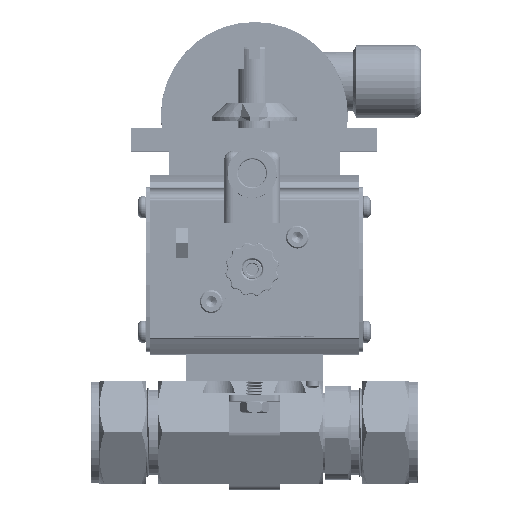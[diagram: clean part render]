
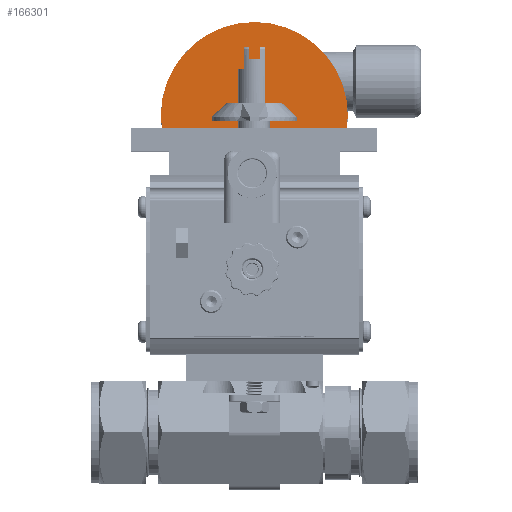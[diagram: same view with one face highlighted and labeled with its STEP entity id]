
A CAD part, top view. The second image highlights one B-rep face of the part: STEP entity #166301.
In plain terms, the highlighted planar face has unit normal (0, 0, 1).
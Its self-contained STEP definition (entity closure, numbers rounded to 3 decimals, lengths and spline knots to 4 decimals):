
#353 = VERTEX_POINT ( 'NONE', #71127 ) ;
#4463 = CARTESIAN_POINT ( 'NONE',  ( 0.3435, 4.111, -1.29 ) ) ;
#4940 = FACE_BOUND ( 'NONE', #170193, .T. ) ;
#7654 = DIRECTION ( 'NONE',  ( 1., 0., 0. ) ) ;
#10312 = FACE_OUTER_BOUND ( 'NONE', #206481, .T. ) ;
#11086 = VERTEX_POINT ( 'NONE', #12320 ) ;
#12209 = ORIENTED_EDGE ( 'NONE', *, *, #85616, .F. ) ;
#12320 = CARTESIAN_POINT ( 'NONE',  ( -1.367, 4.641, -1.29 ) ) ;
#12588 = CARTESIAN_POINT ( 'NONE',  ( -0.5913, 4.111, -1.29 ) ) ;
#12609 = CIRCLE ( 'NONE', #188207, 0.2478 ) ;
#21693 = DIRECTION ( 'NONE',  ( 1., 0., 0. ) ) ;
#26653 = VERTEX_POINT ( 'NONE', #102897 ) ;
#27079 = DIRECTION ( 'NONE',  ( 0., 0., -1. ) ) ;
#27177 = VERTEX_POINT ( 'NONE', #12588 ) ;
#27991 = CARTESIAN_POINT ( 'NONE',  ( 0.0005, 4.641, -1.29 ) ) ;
#33420 = EDGE_CURVE ( 'NONE', #27177, #51120, #12609, .T. ) ;
#33608 = DIRECTION ( 'NONE',  ( 0., 0., 1. ) ) ;
#39129 = AXIS2_PLACEMENT_3D ( 'NONE', #4463, #124642, #21693 ) ;
#39254 = EDGE_CURVE ( 'NONE', #353, #26653, #163379, .T. ) ;
#44096 = CARTESIAN_POINT ( 'NONE',  ( 0.0005, 4.641, -1.29 ) ) ;
#45464 = EDGE_CURVE ( 'NONE', #51120, #27177, #80986, .T. ) ;
#51120 = VERTEX_POINT ( 'NONE', #198240 ) ;
#59577 = ORIENTED_EDGE ( 'NONE', *, *, #39254, .F. ) ;
#61333 = DIRECTION ( 'NONE',  ( 1., 0., 0. ) ) ;
#67267 = CIRCLE ( 'NONE', #125636, 1.3675 ) ;
#71127 = CARTESIAN_POINT ( 'NONE',  ( 0.0957, 4.111, -1.29 ) ) ;
#75692 = VERTEX_POINT ( 'NONE', #140678 ) ;
#75989 = EDGE_CURVE ( 'NONE', #75692, #11086, #67267, .T. ) ;
#79007 = PLANE ( 'NONE',  #220026 ) ;
#79762 = DIRECTION ( 'NONE',  ( 1., 0., 0. ) ) ;
#80986 = CIRCLE ( 'NONE', #156582, 0.2478 ) ;
#85417 = ORIENTED_EDGE ( 'NONE', *, *, #33420, .F. ) ;
#85523 = AXIS2_PLACEMENT_3D ( 'NONE', #44096, #164314, #61333 ) ;
#85616 = EDGE_CURVE ( 'NONE', #26653, #353, #149002, .T. ) ;
#99350 = DIRECTION ( 'NONE',  ( 0., 0., 1. ) ) ;
#102897 = CARTESIAN_POINT ( 'NONE',  ( 0.5912, 4.111, -1.29 ) ) ;
#110573 = DIRECTION ( 'NONE',  ( 0., 0., 1. ) ) ;
#114006 = EDGE_CURVE ( 'NONE', #11086, #75692, #118989, .T. ) ;
#114592 = EDGE_LOOP ( 'NONE', ( #186456, #85417 ) ) ;
#117466 = ORIENTED_EDGE ( 'NONE', *, *, #114006, .F. ) ;
#118989 = CIRCLE ( 'NONE', #85523, 1.3675 ) ;
#124642 = DIRECTION ( 'NONE',  ( 0., 0., 1. ) ) ;
#125636 = AXIS2_PLACEMENT_3D ( 'NONE', #130020, #27079, #147311 ) ;
#129177 = ORIENTED_EDGE ( 'NONE', *, *, #75989, .F. ) ;
#130020 = CARTESIAN_POINT ( 'NONE',  ( 0.0005, 4.641, -1.29 ) ) ;
#134262 = AXIS2_PLACEMENT_3D ( 'NONE', #136551, #33608, #153830 ) ;
#136551 = CARTESIAN_POINT ( 'NONE',  ( 0.3435, 4.111, -1.29 ) ) ;
#140678 = CARTESIAN_POINT ( 'NONE',  ( 1.368, 4.641, -1.29 ) ) ;
#147311 = DIRECTION ( 'NONE',  ( 1., 0., 0. ) ) ;
#149002 = CIRCLE ( 'NONE', #39129, 0.2478 ) ;
#153830 = DIRECTION ( 'NONE',  ( 1., 0., 0. ) ) ;
#156582 = AXIS2_PLACEMENT_3D ( 'NONE', #213551, #110573, #7654 ) ;
#163379 = CIRCLE ( 'NONE', #134262, 0.2478 ) ;
#164314 = DIRECTION ( 'NONE',  ( 0., 0., -1. ) ) ;
#166301 = ADVANCED_FACE ( 'NONE', ( #10312, #4940, #182349 ), #79007, .F. ) ;
#170193 = EDGE_LOOP ( 'NONE', ( #12209, #59577 ) ) ;
#182349 = FACE_BOUND ( 'NONE', #114592, .T. ) ;
#182750 = DIRECTION ( 'NONE',  ( 0., 0., -1. ) ) ;
#186456 = ORIENTED_EDGE ( 'NONE', *, *, #45464, .F. ) ;
#188207 = AXIS2_PLACEMENT_3D ( 'NONE', #202312, #99350, #219646 ) ;
#198240 = CARTESIAN_POINT ( 'NONE',  ( -0.0958, 4.111, -1.29 ) ) ;
#202312 = CARTESIAN_POINT ( 'NONE',  ( -0.3435, 4.111, -1.29 ) ) ;
#206481 = EDGE_LOOP ( 'NONE', ( #117466, #129177 ) ) ;
#213551 = CARTESIAN_POINT ( 'NONE',  ( -0.3435, 4.111, -1.29 ) ) ;
#219646 = DIRECTION ( 'NONE',  ( 1., 0., 0. ) ) ;
#220026 = AXIS2_PLACEMENT_3D ( 'NONE', #27991, #182750, #79762 ) ;
